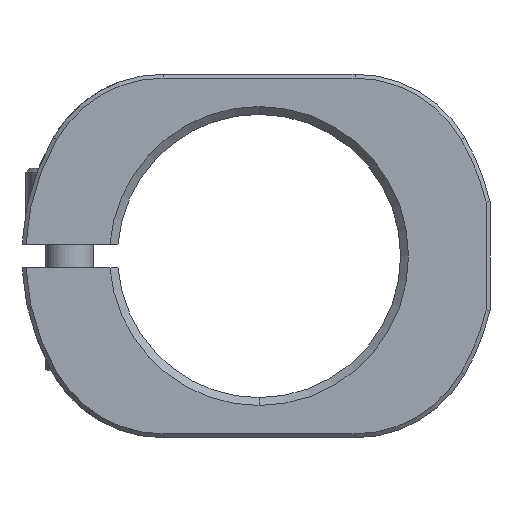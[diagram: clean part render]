
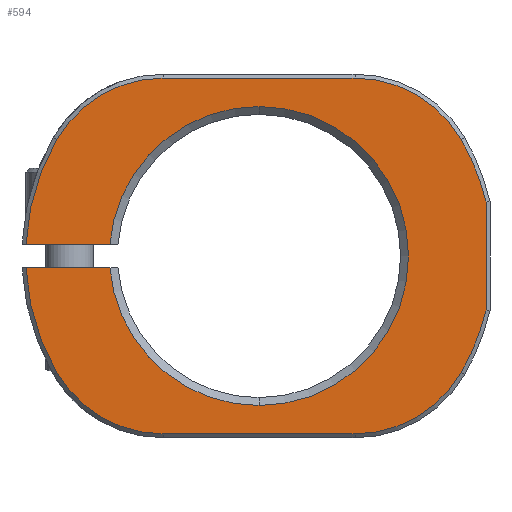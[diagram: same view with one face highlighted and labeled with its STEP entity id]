
A CAD part, left-side view. The second image highlights one B-rep face of the part: STEP entity #594.
In plain terms, the highlighted planar face has unit normal (-1, 0, 0).
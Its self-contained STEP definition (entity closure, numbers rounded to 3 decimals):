
#31 = VERTEX_POINT ( 'NONE', #2313 ) ;
#37 = ORIENTED_EDGE ( 'NONE', *, *, #1484, .T. ) ;
#56 = CARTESIAN_POINT ( 'NONE',  ( -10.491, -13.588, 11.24 ) ) ;
#64 = LINE ( 'NONE', #577, #1947 ) ;
#86 = CARTESIAN_POINT ( 'NONE',  ( -10.491, 7.211, 0.75 ) ) ;
#90 = CIRCLE ( 'NONE', #1626, 7.75 ) ;
#106 = DIRECTION ( 'NONE',  ( 0., 0., -1. ) ) ;
#111 = EDGE_CURVE ( 'NONE', #2319, #1527, #810, .T. ) ;
#118 = VECTOR ( 'NONE', #1571, 1000. ) ;
#122 = VERTEX_POINT ( 'NONE', #673 ) ;
#144 = VERTEX_POINT ( 'NONE', #682 ) ;
#162 = CARTESIAN_POINT ( 'NONE',  ( -10.491, 5.266, -7.354 ) ) ;
#204 = ORIENTED_EDGE ( 'NONE', *, *, #1117, .T. ) ;
#242 = CIRCLE ( 'NONE', #940, 9.45 ) ;
#244 = CARTESIAN_POINT ( 'NONE',  ( -10.491, -1.452, 3.49 ) ) ;
#265 = EDGE_CURVE ( 'NONE', #1579, #702, #544, .T. ) ;
#268 = PLANE ( 'NONE',  #1193 ) ;
#291 = DIRECTION ( 'NONE',  ( 1., 0., 0. ) ) ;
#309 = DIRECTION ( 'NONE',  ( -1., 0., 0. ) ) ;
#372 = VERTEX_POINT ( 'NONE', #2043 ) ;
#405 = DIRECTION ( 'NONE',  ( 0., 0., -1. ) ) ;
#420 = CARTESIAN_POINT ( 'NONE',  ( -10.491, 7.211, -0.75 ) ) ;
#422 = CARTESIAN_POINT ( 'NONE',  ( -10.491, -7.52, 11.24 ) ) ;
#493 = CARTESIAN_POINT ( 'NONE',  ( -10.491, -7.52, 0. ) ) ;
#523 = DIRECTION ( 'NONE',  ( 0., -1., 0. ) ) ;
#530 = EDGE_CURVE ( 'NONE', #1388, #372, #1138, .T. ) ;
#532 = CARTESIAN_POINT ( 'NONE',  ( -10.491, -7.52, -9.45 ) ) ;
#544 = CIRCLE ( 'NONE', #1936, 9.45 ) ;
#577 = CARTESIAN_POINT ( 'NONE',  ( -10.491, 23.339, -0.75 ) ) ;
#582 = CIRCLE ( 'NONE', #1791, 7.75 ) ;
#594 = ADVANCED_FACE ( 'NONE', ( #963 ), #268, .F. ) ;
#603 = DIRECTION ( 'NONE',  ( 0., 0., -1. ) ) ;
#604 = CARTESIAN_POINT ( 'NONE',  ( -10.491, -13.588, -3.49 ) ) ;
#624 = CIRCLE ( 'NONE', #1360, 14.75 ) ;
#628 = EDGE_CURVE ( 'NONE', #122, #2091, #2182, .T. ) ;
#631 = AXIS2_PLACEMENT_3D ( 'NONE', #2014, #1310, #2042 ) ;
#656 = DIRECTION ( 'NONE',  ( -1., 0., 0. ) ) ;
#667 = ORIENTED_EDGE ( 'NONE', *, *, #1828, .T. ) ;
#669 = CARTESIAN_POINT ( 'NONE',  ( -10.491, -7.52, 9.45 ) ) ;
#673 = CARTESIAN_POINT ( 'NONE',  ( -10.491, -20.306, 7.354 ) ) ;
#682 = CARTESIAN_POINT ( 'NONE',  ( -10.491, -13.588, -11.24 ) ) ;
#702 = VERTEX_POINT ( 'NONE', #669 ) ;
#810 = CIRCLE ( 'NONE', #1624, 14.75 ) ;
#823 = CARTESIAN_POINT ( 'NONE',  ( -10.491, 23.339, 0.75 ) ) ;
#825 = ORIENTED_EDGE ( 'NONE', *, *, #2213, .T. ) ;
#844 = DIRECTION ( 'NONE',  ( 0., 0., -1. ) ) ;
#845 = VERTEX_POINT ( 'NONE', #941 ) ;
#850 = EDGE_CURVE ( 'NONE', #1699, #845, #1399, .T. ) ;
#854 = CARTESIAN_POINT ( 'NONE',  ( -10.491, -13.588, 3.49 ) ) ;
#860 = ORIENTED_EDGE ( 'NONE', *, *, #530, .T. ) ;
#864 = LINE ( 'NONE', #422, #2376 ) ;
#887 = VERTEX_POINT ( 'NONE', #162 ) ;
#940 = AXIS2_PLACEMENT_3D ( 'NONE', #1435, #291, #1783 ) ;
#941 = CARTESIAN_POINT ( 'NONE',  ( -10.491, 1.9, -0.75 ) ) ;
#963 = FACE_OUTER_BOUND ( 'NONE', #2361, .T. ) ;
#973 = CIRCLE ( 'NONE', #1882, 7.75 ) ;
#975 = ORIENTED_EDGE ( 'NONE', *, *, #628, .T. ) ;
#986 = DIRECTION ( 'NONE',  ( -1., 0., 0. ) ) ;
#1004 = CARTESIAN_POINT ( 'NONE',  ( -10.491, 1.9, 0.75 ) ) ;
#1025 = CIRCLE ( 'NONE', #2024, 14.75 ) ;
#1031 = VERTEX_POINT ( 'NONE', #420 ) ;
#1048 = CARTESIAN_POINT ( 'NONE',  ( -10.491, -7.52, 0. ) ) ;
#1057 = ORIENTED_EDGE ( 'NONE', *, *, #2142, .T. ) ;
#1083 = VECTOR ( 'NONE', #523, 1000. ) ;
#1088 = VERTEX_POINT ( 'NONE', #1751 ) ;
#1100 = CARTESIAN_POINT ( 'NONE',  ( -10.491, -7.52, -11.24 ) ) ;
#1110 = ORIENTED_EDGE ( 'NONE', *, *, #1141, .T. ) ;
#1111 = DIRECTION ( 'NONE',  ( -1., 0., 0. ) ) ;
#1117 = EDGE_CURVE ( 'NONE', #702, #1699, #242, .T. ) ;
#1138 = LINE ( 'NONE', #1574, #2385 ) ;
#1141 = EDGE_CURVE ( 'NONE', #2007, #1388, #624, .T. ) ;
#1143 = DIRECTION ( 'NONE',  ( 0., 0., -1. ) ) ;
#1156 = DIRECTION ( 'NONE',  ( -1., 0., 0. ) ) ;
#1193 = AXIS2_PLACEMENT_3D ( 'NONE', #1048, #1590, #2125 ) ;
#1290 = LINE ( 'NONE', #1100, #1083 ) ;
#1310 = DIRECTION ( 'NONE',  ( 1., 0., 0. ) ) ;
#1314 = CARTESIAN_POINT ( 'NONE',  ( -10.491, -20.306, -7.354 ) ) ;
#1360 = AXIS2_PLACEMENT_3D ( 'NONE', #493, #1793, #106 ) ;
#1366 = DIRECTION ( 'NONE',  ( -1., 0., 0. ) ) ;
#1388 = VERTEX_POINT ( 'NONE', #2209 ) ;
#1399 = CIRCLE ( 'NONE', #631, 9.45 ) ;
#1435 = CARTESIAN_POINT ( 'NONE',  ( -10.491, -7.52, 0. ) ) ;
#1443 = DIRECTION ( 'NONE',  ( 0., 0., -1. ) ) ;
#1468 = EDGE_CURVE ( 'NONE', #372, #122, #1592, .T. ) ;
#1477 = ORIENTED_EDGE ( 'NONE', *, *, #2037, .T. ) ;
#1484 = EDGE_CURVE ( 'NONE', #2091, #31, #864, .T. ) ;
#1508 = CARTESIAN_POINT ( 'NONE',  ( -10.491, -1.452, -3.49 ) ) ;
#1527 = VERTEX_POINT ( 'NONE', #86 ) ;
#1531 = DIRECTION ( 'NONE',  ( 0., 0., -1. ) ) ;
#1571 = DIRECTION ( 'NONE',  ( 0., -1., 0. ) ) ;
#1574 = CARTESIAN_POINT ( 'NONE',  ( -10.491, -21.87, 0. ) ) ;
#1579 = VERTEX_POINT ( 'NONE', #1004 ) ;
#1582 = ORIENTED_EDGE ( 'NONE', *, *, #1858, .T. ) ;
#1590 = DIRECTION ( 'NONE',  ( 1., 0., 0. ) ) ;
#1592 = CIRCLE ( 'NONE', #1639, 14.75 ) ;
#1607 = AXIS2_PLACEMENT_3D ( 'NONE', #854, #656, #844 ) ;
#1624 = AXIS2_PLACEMENT_3D ( 'NONE', #2326, #309, #1443 ) ;
#1626 = AXIS2_PLACEMENT_3D ( 'NONE', #604, #986, #1531 ) ;
#1635 = ORIENTED_EDGE ( 'NONE', *, *, #850, .T. ) ;
#1639 = AXIS2_PLACEMENT_3D ( 'NONE', #1723, #1156, #603 ) ;
#1658 = DIRECTION ( 'NONE',  ( 1., 0., 0. ) ) ;
#1671 = DIRECTION ( 'NONE',  ( 0., 0., -1. ) ) ;
#1678 = CARTESIAN_POINT ( 'NONE',  ( -10.491, -7.52, 0. ) ) ;
#1699 = VERTEX_POINT ( 'NONE', #532 ) ;
#1718 = EDGE_CURVE ( 'NONE', #1088, #144, #1290, .T. ) ;
#1723 = CARTESIAN_POINT ( 'NONE',  ( -10.491, -7.52, 0. ) ) ;
#1734 = DIRECTION ( 'NONE',  ( 0., 1., 0. ) ) ;
#1751 = CARTESIAN_POINT ( 'NONE',  ( -10.491, -1.452, -11.24 ) ) ;
#1761 = ORIENTED_EDGE ( 'NONE', *, *, #265, .T. ) ;
#1783 = DIRECTION ( 'NONE',  ( 0., 0., -1. ) ) ;
#1791 = AXIS2_PLACEMENT_3D ( 'NONE', #244, #1366, #405 ) ;
#1793 = DIRECTION ( 'NONE',  ( -1., 0., 0. ) ) ;
#1825 = DIRECTION ( 'NONE',  ( 0., 0., -1. ) ) ;
#1828 = EDGE_CURVE ( 'NONE', #845, #1031, #64, .T. ) ;
#1858 = EDGE_CURVE ( 'NONE', #31, #2319, #582, .T. ) ;
#1871 = ORIENTED_EDGE ( 'NONE', *, *, #1468, .T. ) ;
#1882 = AXIS2_PLACEMENT_3D ( 'NONE', #1508, #2378, #1671 ) ;
#1936 = AXIS2_PLACEMENT_3D ( 'NONE', #2373, #1658, #1825 ) ;
#1947 = VECTOR ( 'NONE', #2399, 1000. ) ;
#1990 = EDGE_CURVE ( 'NONE', #887, #1088, #973, .T. ) ;
#1999 = ORIENTED_EDGE ( 'NONE', *, *, #111, .T. ) ;
#2007 = VERTEX_POINT ( 'NONE', #1314 ) ;
#2014 = CARTESIAN_POINT ( 'NONE',  ( -10.491, -7.52, 0. ) ) ;
#2024 = AXIS2_PLACEMENT_3D ( 'NONE', #1678, #1111, #1143 ) ;
#2032 = ORIENTED_EDGE ( 'NONE', *, *, #1718, .T. ) ;
#2037 = EDGE_CURVE ( 'NONE', #1031, #887, #1025, .T. ) ;
#2042 = DIRECTION ( 'NONE',  ( 0., 0., -1. ) ) ;
#2043 = CARTESIAN_POINT ( 'NONE',  ( -10.491, -21.87, 3.412 ) ) ;
#2058 = ORIENTED_EDGE ( 'NONE', *, *, #1990, .T. ) ;
#2091 = VERTEX_POINT ( 'NONE', #56 ) ;
#2125 = DIRECTION ( 'NONE',  ( 0., 0., -1. ) ) ;
#2140 = CARTESIAN_POINT ( 'NONE',  ( -10.491, 5.266, 7.354 ) ) ;
#2142 = EDGE_CURVE ( 'NONE', #144, #2007, #90, .T. ) ;
#2182 = CIRCLE ( 'NONE', #1607, 7.75 ) ;
#2209 = CARTESIAN_POINT ( 'NONE',  ( -10.491, -21.87, -3.412 ) ) ;
#2213 = EDGE_CURVE ( 'NONE', #1527, #1579, #2282, .T. ) ;
#2282 = LINE ( 'NONE', #823, #118 ) ;
#2287 = DIRECTION ( 'NONE',  ( 0., 0., 1. ) ) ;
#2313 = CARTESIAN_POINT ( 'NONE',  ( -10.491, -1.452, 11.24 ) ) ;
#2319 = VERTEX_POINT ( 'NONE', #2140 ) ;
#2326 = CARTESIAN_POINT ( 'NONE',  ( -10.491, -7.52, 0. ) ) ;
#2361 = EDGE_LOOP ( 'NONE', ( #667, #1477, #2058, #2032, #1057, #1110, #860, #1871, #975, #37, #1582, #1999, #825, #1761, #204, #1635 ) ) ;
#2373 = CARTESIAN_POINT ( 'NONE',  ( -10.491, -7.52, 0. ) ) ;
#2376 = VECTOR ( 'NONE', #1734, 1000. ) ;
#2378 = DIRECTION ( 'NONE',  ( -1., 0., 0. ) ) ;
#2385 = VECTOR ( 'NONE', #2287, 1000. ) ;
#2399 = DIRECTION ( 'NONE',  ( 0., 1., 0. ) ) ;
